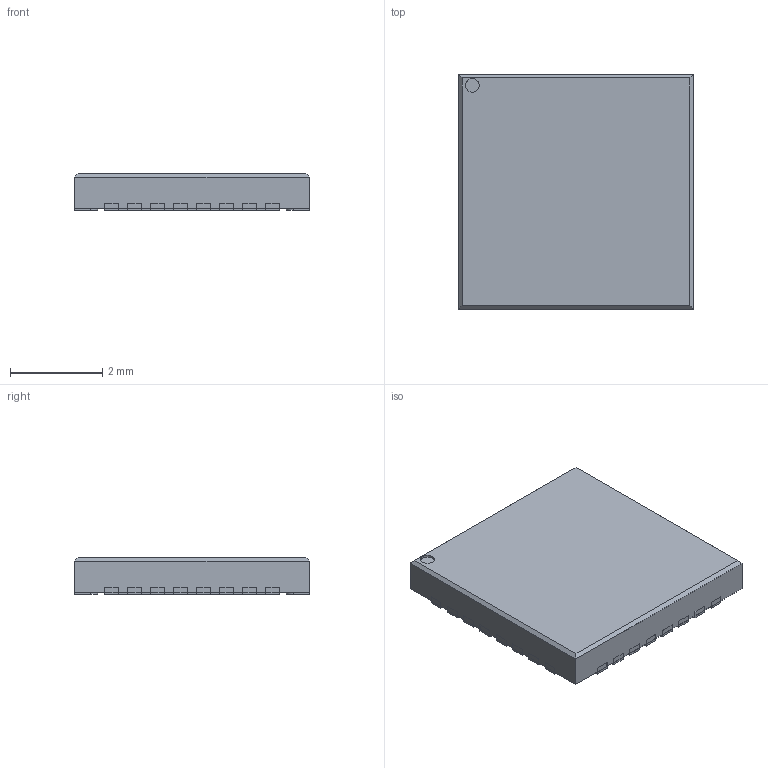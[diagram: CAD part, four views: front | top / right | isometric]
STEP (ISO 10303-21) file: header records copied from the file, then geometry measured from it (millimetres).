
FILE_DESCRIPTION(/* description */ (''),/* implementation_level */ '2;1');
FILE_NAME(/* name */ 'qfn_1635229069855.stp',/* time_stamp */ '2021-10-26T06:17:55Z',/* author */ (''),/* organization */ (''),/* preprocessor_version */ 'ST-DEVELOPER v19',/* originating_system */ 'ASM',/* authorisation */ '');
FILE_SCHEMA (('AUTOMOTIVE_DESIGN { 1 0 10303 214 3 1 1 }'));
Length unit declared in the file: millimetre
Products named in the file (1): qfn_1635229069855
Bounding box: 5.1 x 5.1 x 0.8 mm (x, y, z)
Volume: 20.3 mm3; surface area: 79.5 mm2
Topology: 17 solids, 17 shells, 337 faces, 867 edges, 566 vertices
Faces by surface type: plane 304, cylinder 33
Full cylindrical faces by diameter (mm): 0.3 x1
Entity records: 10392 total; most frequent: CARTESIAN_POINT 1771, ORIENTED_EDGE 1734, DIRECTION 1609, EDGE_CURVE 867, LINE 801, VECTOR 801, VERTEX_POINT 566, AXIS2_PLACEMENT_3D 404
